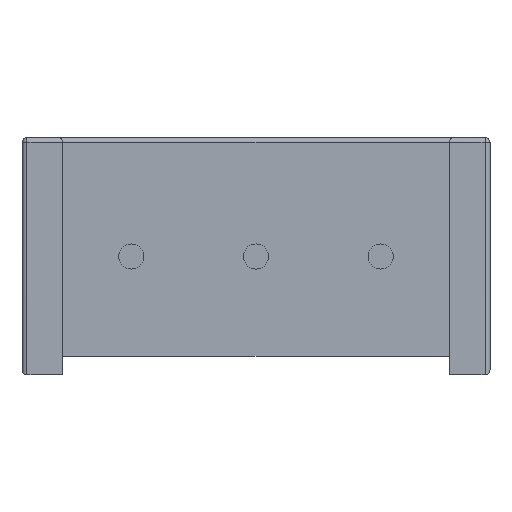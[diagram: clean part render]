
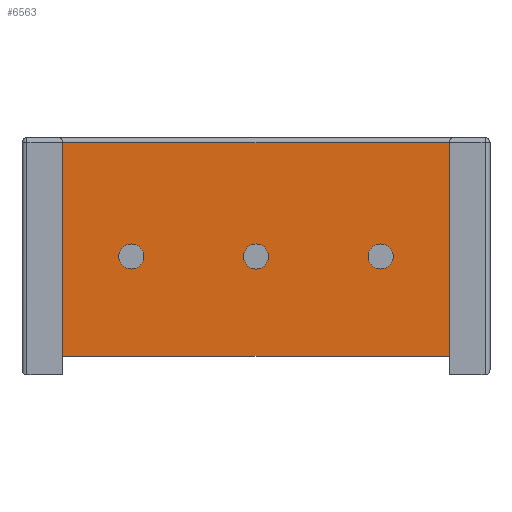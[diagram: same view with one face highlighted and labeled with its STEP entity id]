
A CAD part, front view. The second image highlights one B-rep face of the part: STEP entity #6563.
In plain terms, the highlighted planar face has unit normal (0, -1, 0).
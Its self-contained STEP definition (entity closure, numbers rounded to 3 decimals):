
#100 = EDGE_CURVE ( 'NONE', #539, #805, #4808, .T. ) ;
#352 = EDGE_LOOP ( 'NONE', ( #1267, #5343 ) ) ;
#390 = EDGE_CURVE ( 'NONE', #2517, #805, #3399, .T. ) ;
#407 = VECTOR ( 'NONE', #1892, 1000. ) ;
#513 = LINE ( 'NONE', #1519, #1062 ) ;
#539 = VERTEX_POINT ( 'NONE', #3702 ) ;
#583 = CARTESIAN_POINT ( 'NONE',  ( 2.795, 0.38, -0.195 ) ) ;
#805 = VERTEX_POINT ( 'NONE', #5624 ) ;
#916 = DIRECTION ( 'NONE',  ( 0., 0., 1. ) ) ;
#1007 = ORIENTED_EDGE ( 'NONE', *, *, #6156, .F. ) ;
#1062 = VECTOR ( 'NONE', #5425, 1000. ) ;
#1076 = VERTEX_POINT ( 'NONE', #6735 ) ;
#1238 = ORIENTED_EDGE ( 'NONE', *, *, #1995, .F. ) ;
#1267 = ORIENTED_EDGE ( 'NONE', *, *, #2900, .F. ) ;
#1473 = DIRECTION ( 'NONE',  ( 0., -1., 0. ) ) ;
#1519 = CARTESIAN_POINT ( 'NONE',  ( 3.935, 0.38, -2.225 ) ) ;
#1594 = AXIS2_PLACEMENT_3D ( 'NONE', #3591, #6528, #2469 ) ;
#1694 = VERTEX_POINT ( 'NONE', #3618 ) ;
#1864 = CIRCLE ( 'NONE', #4575, 0.255 ) ;
#1892 = DIRECTION ( 'NONE',  ( 0., 0., 1. ) ) ;
#1995 = EDGE_CURVE ( 'NONE', #6183, #4366, #7248, .T. ) ;
#2039 = ORIENTED_EDGE ( 'NONE', *, *, #5942, .T. ) ;
#2049 = VECTOR ( 'NONE', #4897, 1000. ) ;
#2096 = AXIS2_PLACEMENT_3D ( 'NONE', #4991, #6195, #4473 ) ;
#2146 = VECTOR ( 'NONE', #916, 1000. ) ;
#2239 = AXIS2_PLACEMENT_3D ( 'NONE', #5992, #1473, #6657 ) ;
#2252 = CIRCLE ( 'NONE', #2239, 0.255 ) ;
#2455 = CARTESIAN_POINT ( 'NONE',  ( -2.54, 0.38, -0.195 ) ) ;
#2469 = DIRECTION ( 'NONE',  ( 1., 0., 0. ) ) ;
#2517 = VERTEX_POINT ( 'NONE', #3531 ) ;
#2536 = DIRECTION ( 'NONE',  ( 1., 0., 0. ) ) ;
#2566 = AXIS2_PLACEMENT_3D ( 'NONE', #6689, #7290, #3840 ) ;
#2632 = AXIS2_PLACEMENT_3D ( 'NONE', #2455, #4609, #5787 ) ;
#2722 = DIRECTION ( 'NONE',  ( 0., -1., 0. ) ) ;
#2746 = EDGE_CURVE ( 'NONE', #7156, #1076, #6604, .T. ) ;
#2864 = ORIENTED_EDGE ( 'NONE', *, *, #100, .T. ) ;
#2900 = EDGE_CURVE ( 'NONE', #1694, #3108, #6399, .T. ) ;
#3089 = CARTESIAN_POINT ( 'NONE',  ( 3.935, 0.38, -2.225 ) ) ;
#3108 = VERTEX_POINT ( 'NONE', #583 ) ;
#3399 = LINE ( 'NONE', #3724, #2146 ) ;
#3531 = CARTESIAN_POINT ( 'NONE',  ( -3.935, 0.38, -2.225 ) ) ;
#3591 = CARTESIAN_POINT ( 'NONE',  ( 0., 0.38, -0.195 ) ) ;
#3608 = EDGE_LOOP ( 'NONE', ( #1007, #5082 ) ) ;
#3618 = CARTESIAN_POINT ( 'NONE',  ( 2.285, 0.38, -0.195 ) ) ;
#3664 = CARTESIAN_POINT ( 'NONE',  ( 3.935, 0.38, -2.225 ) ) ;
#3702 = CARTESIAN_POINT ( 'NONE',  ( 3.935, 0.38, 2.125 ) ) ;
#3724 = CARTESIAN_POINT ( 'NONE',  ( -3.935, 0.38, -2.225 ) ) ;
#3840 = DIRECTION ( 'NONE',  ( 1., 0., 0. ) ) ;
#4193 = VERTEX_POINT ( 'NONE', #3664 ) ;
#4320 = ORIENTED_EDGE ( 'NONE', *, *, #5390, .F. ) ;
#4366 = VERTEX_POINT ( 'NONE', #4464 ) ;
#4464 = CARTESIAN_POINT ( 'NONE',  ( -0.255, 0.38, -0.195 ) ) ;
#4473 = DIRECTION ( 'NONE',  ( 0., 0., -1. ) ) ;
#4575 = AXIS2_PLACEMENT_3D ( 'NONE', #6496, #5362, #2536 ) ;
#4596 = EDGE_CURVE ( 'NONE', #3108, #1694, #2252, .T. ) ;
#4609 = DIRECTION ( 'NONE',  ( 0., -1., 0. ) ) ;
#4664 = CARTESIAN_POINT ( 'NONE',  ( 0.255, 0.38, -0.195 ) ) ;
#4727 = ORIENTED_EDGE ( 'NONE', *, *, #5824, .T. ) ;
#4808 = LINE ( 'NONE', #6122, #2049 ) ;
#4897 = DIRECTION ( 'NONE',  ( -1., 0., 0. ) ) ;
#4978 = CARTESIAN_POINT ( 'NONE',  ( -2.54, 0.38, -0.195 ) ) ;
#4991 = CARTESIAN_POINT ( 'NONE',  ( 3.935, 0.38, -2.225 ) ) ;
#5059 = FACE_BOUND ( 'NONE', #3608, .T. ) ;
#5082 = ORIENTED_EDGE ( 'NONE', *, *, #2746, .F. ) ;
#5326 = FACE_BOUND ( 'NONE', #352, .T. ) ;
#5343 = ORIENTED_EDGE ( 'NONE', *, *, #4596, .F. ) ;
#5362 = DIRECTION ( 'NONE',  ( 0., -1., 0. ) ) ;
#5390 = EDGE_CURVE ( 'NONE', #4366, #6183, #1864, .T. ) ;
#5425 = DIRECTION ( 'NONE',  ( 1., 0., 0. ) ) ;
#5514 = FACE_OUTER_BOUND ( 'NONE', #6830, .T. ) ;
#5624 = CARTESIAN_POINT ( 'NONE',  ( -3.935, 0.38, 2.125 ) ) ;
#5656 = ORIENTED_EDGE ( 'NONE', *, *, #390, .F. ) ;
#5787 = DIRECTION ( 'NONE',  ( 1., 0., 0. ) ) ;
#5824 = EDGE_CURVE ( 'NONE', #4193, #539, #7243, .T. ) ;
#5942 = EDGE_CURVE ( 'NONE', #2517, #4193, #513, .T. ) ;
#5992 = CARTESIAN_POINT ( 'NONE',  ( 2.54, 0.38, -0.195 ) ) ;
#6051 = FACE_BOUND ( 'NONE', #6459, .T. ) ;
#6122 = CARTESIAN_POINT ( 'NONE',  ( -3.935, 0.38, 2.125 ) ) ;
#6156 = EDGE_CURVE ( 'NONE', #1076, #7156, #6231, .T. ) ;
#6183 = VERTEX_POINT ( 'NONE', #4664 ) ;
#6195 = DIRECTION ( 'NONE',  ( 0., -1., 0. ) ) ;
#6231 = CIRCLE ( 'NONE', #2632, 0.255 ) ;
#6324 = AXIS2_PLACEMENT_3D ( 'NONE', #4978, #2722, #6732 ) ;
#6399 = CIRCLE ( 'NONE', #2566, 0.255 ) ;
#6459 = EDGE_LOOP ( 'NONE', ( #4320, #1238 ) ) ;
#6496 = CARTESIAN_POINT ( 'NONE',  ( 0., 0.38, -0.195 ) ) ;
#6528 = DIRECTION ( 'NONE',  ( 0., -1., 0. ) ) ;
#6563 = ADVANCED_FACE ( 'NONE', ( #5514, #5326, #6051, #5059 ), #6743, .T. ) ;
#6604 = CIRCLE ( 'NONE', #6324, 0.255 ) ;
#6657 = DIRECTION ( 'NONE',  ( 1., 0., 0. ) ) ;
#6689 = CARTESIAN_POINT ( 'NONE',  ( 2.54, 0.38, -0.195 ) ) ;
#6732 = DIRECTION ( 'NONE',  ( 1., 0., 0. ) ) ;
#6735 = CARTESIAN_POINT ( 'NONE',  ( -2.795, 0.38, -0.195 ) ) ;
#6743 = PLANE ( 'NONE',  #2096 ) ;
#6830 = EDGE_LOOP ( 'NONE', ( #4727, #2864, #5656, #2039 ) ) ;
#6849 = CARTESIAN_POINT ( 'NONE',  ( -2.285, 0.38, -0.195 ) ) ;
#7156 = VERTEX_POINT ( 'NONE', #6849 ) ;
#7243 = LINE ( 'NONE', #3089, #407 ) ;
#7248 = CIRCLE ( 'NONE', #1594, 0.255 ) ;
#7290 = DIRECTION ( 'NONE',  ( 0., -1., 0. ) ) ;
